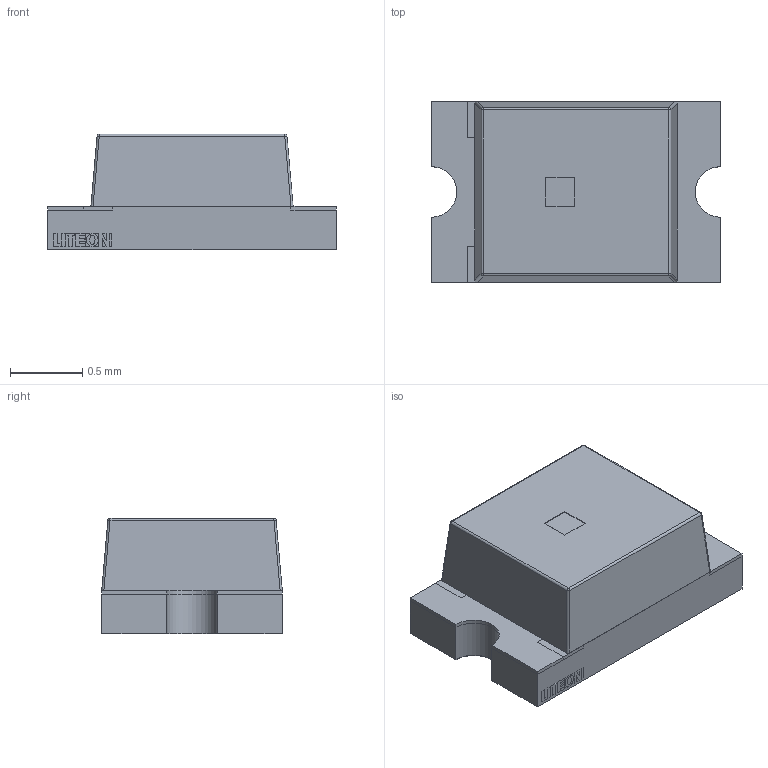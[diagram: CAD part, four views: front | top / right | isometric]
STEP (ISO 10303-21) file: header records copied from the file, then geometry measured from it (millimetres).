
FILE_DESCRIPTION(/* description */ (''),/* implementation_level */ '2;1');
FILE_NAME(/* name */ 'LED GREEN CHIP 0805 (2012 Metric).stp',/* time_stamp */ '2020-06-22T23:49:05-04:00',/* author */ ('Julio Mora'),/* organization */ (''),/* preprocessor_version */ 'ST-DEVELOPER v18.1',/* originating_system */ 'Autodesk Inventor 2021',/* authorisation */ '');
FILE_SCHEMA (('AUTOMOTIVE_DESIGN { 1 0 10303 214 3 1 1 }'));
Length unit declared in the file: inch
Products named in the file (6): LED GREEN CHIP 0805 (2012 Metric); Base; Crystal; Polarity Mark; Pads; Log
Assembly tree (5 placements, depth 2):
  LED GREEN CHIP 0805 (2012 Metric)
    Base
    Crystal
    Polarity Mark
    Pads
    Log
Bounding box: 2 x 1.25 x 0.8 mm (x, y, z)
Volume: 1.5 mm3; surface area: 16.3 mm2
Topology: 18 solids, 18 shells, 178 faces, 413 edges, 272 vertices
Faces by surface type: plane 157, cylinder 16, sphere 4, bspline 1
Entity records: 5393 total; most frequent: CARTESIAN_POINT 891, ORIENTED_EDGE 826, DIRECTION 825, EDGE_CURVE 413, LINE 377, VECTOR 377, VERTEX_POINT 272, AXIS2_PLACEMENT_3D 224
